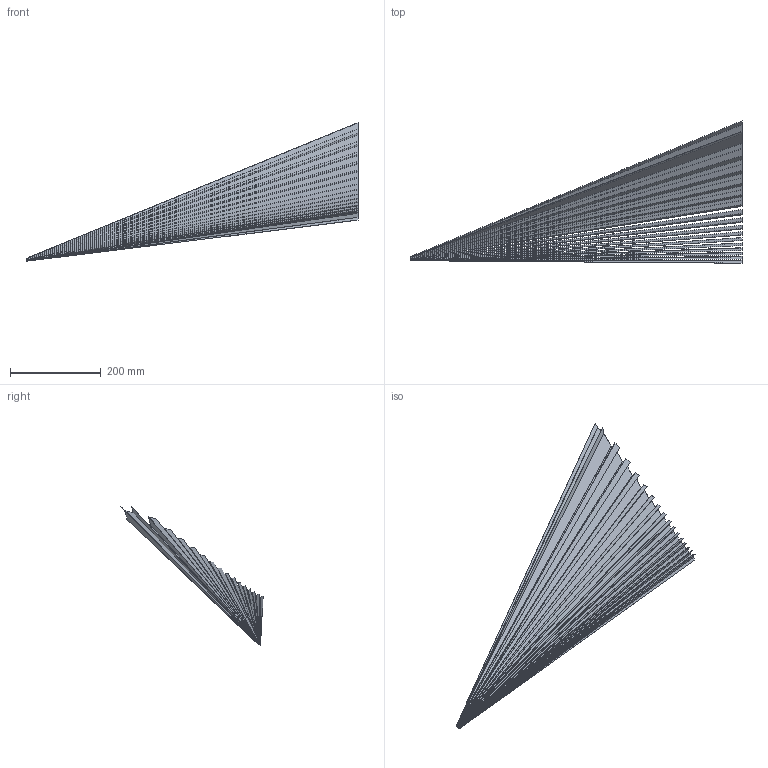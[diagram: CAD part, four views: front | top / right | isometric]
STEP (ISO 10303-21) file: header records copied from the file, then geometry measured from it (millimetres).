
FILE_DESCRIPTION(('FreeCAD Model'),'2;1');
FILE_NAME( 'block_4.step', '2021-06-02T11:35:09',('Author'),(''), 'Open CASCADE STEP processor 7.3','FreeCAD','Unknown');
FILE_SCHEMA(('AUTOMOTIVE_DESIGN { 1 0 10303 214 1 1 1 1 }'));
Length unit declared in the file: millimetre
Products named in the file (1): Part_4
Bounding box: 730 x 312.8 x 304.49 mm (x, y, z)
Volume: 103443.1 mm3; surface area: 699618.6 mm2
Topology: 2 solids, 2 shells, 254 faces, 752 edges, 501 vertices
Faces by surface type: plane 254
Entity records: 17451 total; most frequent: CARTESIAN_POINT 3677, DIRECTION 2101, LINE 1591, VECTOR 1591, ORIENTED_EDGE 1504, PCURVE 1504, DEFINITIONAL_REPRESENTATION 1504, EDGE_CURVE 752
